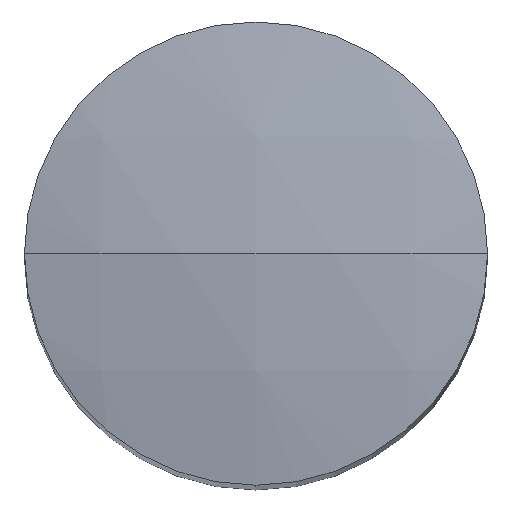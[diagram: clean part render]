
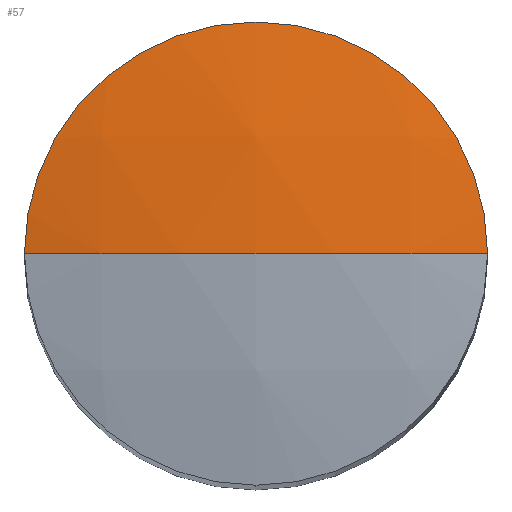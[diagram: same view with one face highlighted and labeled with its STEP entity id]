
A CAD part, top view. The second image highlights one B-rep face of the part: STEP entity #57.
In plain terms, the highlighted spherical face has radius 5 mm.
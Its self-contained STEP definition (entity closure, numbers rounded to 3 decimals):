
#3 = AXIS2_PLACEMENT_3D ( 'NONE', #132, #207, #156 ) ;
#4 = CIRCLE ( 'NONE', #145, 1. ) ;
#5 = VERTEX_POINT ( 'NONE', #187 ) ;
#8 = DIRECTION ( 'NONE',  ( 0., 1., 0. ) ) ;
#9 = CARTESIAN_POINT ( 'NONE',  ( 0., 0., 1. ) ) ;
#13 = CIRCLE ( 'NONE', #122, 5. ) ;
#15 = DIRECTION ( 'NONE',  ( 0., -1., 0. ) ) ;
#20 = CIRCLE ( 'NONE', #64, 5. ) ;
#44 = ORIENTED_EDGE ( 'NONE', *, *, #127, .T. ) ;
#48 = EDGE_LOOP ( 'NONE', ( #114, #44, #205, #123 ) ) ;
#53 = DIRECTION ( 'NONE',  ( 1., 0., 0. ) ) ;
#55 = SPHERICAL_SURFACE ( 'NONE', #168, 5. ) ;
#57 = ADVANCED_FACE ( 'NONE', ( #69 ), #55, .T. ) ;
#64 = AXIS2_PLACEMENT_3D ( 'NONE', #9, #8, #161 ) ;
#69 = FACE_OUTER_BOUND ( 'NONE', #48, .T. ) ;
#70 = EDGE_CURVE ( 'NONE', #5, #169, #13, .T. ) ;
#75 = DIRECTION ( 'NONE',  ( 0., 1., 0. ) ) ;
#88 = DIRECTION ( 'NONE',  ( 0., 0., -1. ) ) ;
#94 = CARTESIAN_POINT ( 'NONE',  ( 0., 1., 5.899 ) ) ;
#96 = CARTESIAN_POINT ( 'NONE',  ( 0., 0., 6. ) ) ;
#112 = VERTEX_POINT ( 'NONE', #94 ) ;
#114 = ORIENTED_EDGE ( 'NONE', *, *, #217, .F. ) ;
#117 = CIRCLE ( 'NONE', #3, 1. ) ;
#122 = AXIS2_PLACEMENT_3D ( 'NONE', #166, #15, #88 ) ;
#123 = ORIENTED_EDGE ( 'NONE', *, *, #134, .F. ) ;
#127 = EDGE_CURVE ( 'NONE', #213, #169, #20, .T. ) ;
#132 = CARTESIAN_POINT ( 'NONE',  ( 0., 0., 5.899 ) ) ;
#134 = EDGE_CURVE ( 'NONE', #112, #5, #117, .T. ) ;
#142 = DIRECTION ( 'NONE',  ( 1., 0., 0. ) ) ;
#145 = AXIS2_PLACEMENT_3D ( 'NONE', #177, #157, #142 ) ;
#153 = CARTESIAN_POINT ( 'NONE',  ( 0., 0., 1. ) ) ;
#156 = DIRECTION ( 'NONE',  ( 1., 0., 0. ) ) ;
#157 = DIRECTION ( 'NONE',  ( 0., 0., -1. ) ) ;
#161 = DIRECTION ( 'NONE',  ( -1., 0., 0. ) ) ;
#166 = CARTESIAN_POINT ( 'NONE',  ( 0., 0., 1. ) ) ;
#168 = AXIS2_PLACEMENT_3D ( 'NONE', #153, #75, #53 ) ;
#169 = VERTEX_POINT ( 'NONE', #96 ) ;
#177 = CARTESIAN_POINT ( 'NONE',  ( 0., 0., 5.899 ) ) ;
#187 = CARTESIAN_POINT ( 'NONE',  ( 1., 0., 5.899 ) ) ;
#190 = CARTESIAN_POINT ( 'NONE',  ( -1., 0., 5.899 ) ) ;
#205 = ORIENTED_EDGE ( 'NONE', *, *, #70, .F. ) ;
#207 = DIRECTION ( 'NONE',  ( 0., 0., -1. ) ) ;
#213 = VERTEX_POINT ( 'NONE', #190 ) ;
#217 = EDGE_CURVE ( 'NONE', #213, #112, #4, .T. ) ;
